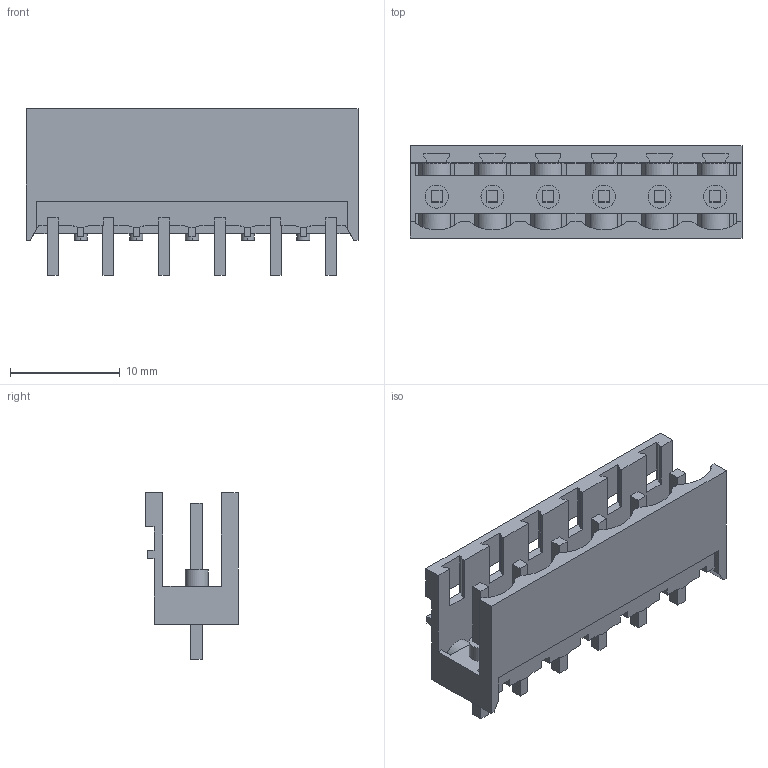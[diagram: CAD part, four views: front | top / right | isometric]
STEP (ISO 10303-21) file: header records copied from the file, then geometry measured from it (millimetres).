
FILE_DESCRIPTION(('CATIA V5 STEP Exchange','CAx-IF Rec.Pracs.--- Model Styling and Organization---1.2---2011-12-15'),'2;1');
FILE_NAME ('D1456998_0', '2018-03-21T14:05:28+00:00', ('none'), ('Weidmueller'), 'CATIA Version 5-6 Release 2014', 'CATIA V5 STEP AP214', 'none');
FILE_SCHEMA(('AUTOMOTIVE_DESIGN { 1 0 10303 214 1 1 1 1 }'));
Length unit declared in the file: millimetre
Products named in the file (1): 1838020000
Bounding box: 30.28 x 8.43 x 15.2 mm (x, y, z)
Volume: 1046.2 mm3; surface area: 2616.8 mm2
Topology: 7 solids, 7 shells, 358 faces, 1132 edges, 776 vertices
Faces by surface type: plane 299, cylinder 53, extrusion 6
Entity records: 12758 total; most frequent: CARTESIAN_POINT 2813, ORIENTED_EDGE 2264, DIRECTION 1738, EDGE_CURVE 1132, VECTOR 933, LINE 927, VERTEX_POINT 776, AXIS2_PLACEMENT_3D 453
